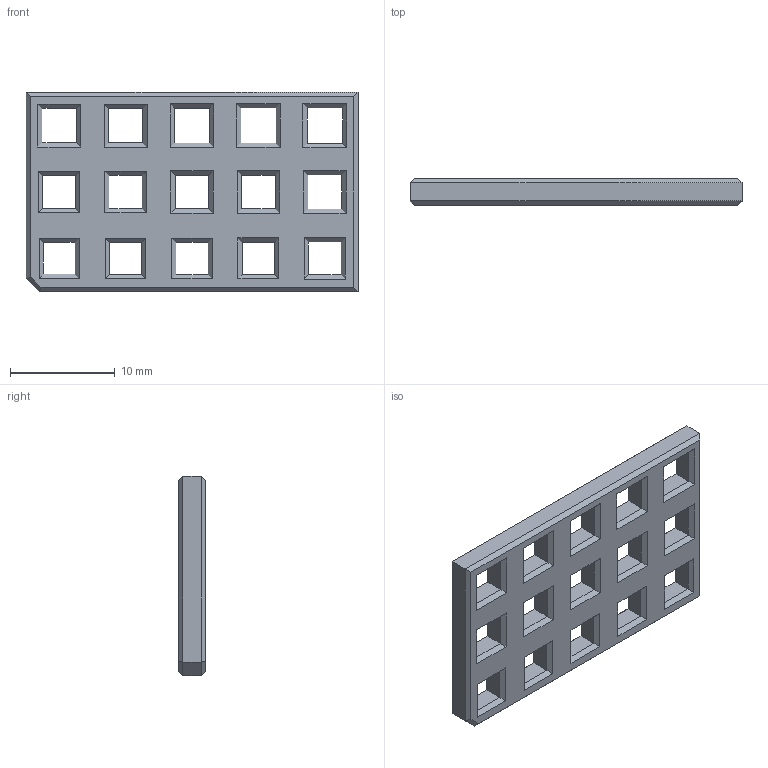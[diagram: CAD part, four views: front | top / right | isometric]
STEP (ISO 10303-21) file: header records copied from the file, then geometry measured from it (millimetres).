
FILE_DESCRIPTION (( 'STEP AP214' ), '1' );
FILE_NAME ('LS-Tolerance-Tester.STEP', '2021-09-12T02:52:35', ( '' ), ( '' ), 'SwSTEP 2.0', 'SolidWorks 2021', '' );
FILE_SCHEMA (( 'AUTOMOTIVE_DESIGN' ));
Length unit declared in the file: inch
Products named in the file (1): LS-Tolerance-Tester
Bounding box: 31.75 x 2.54 x 19.05 mm (x, y, z)
Volume: 1088.6 mm3; surface area: 1513.8 mm2
Topology: 1 solids, 1 shells, 197 faces, 455 edges, 260 vertices
Faces by surface type: plane 197
Entity records: 5389 total; most frequent: CARTESIAN_POINT 913, ORIENTED_EDGE 910, DIRECTION 851, LINE 455, VECTOR 455, EDGE_CURVE 455, VERTEX_POINT 260, EDGE_LOOP 227
